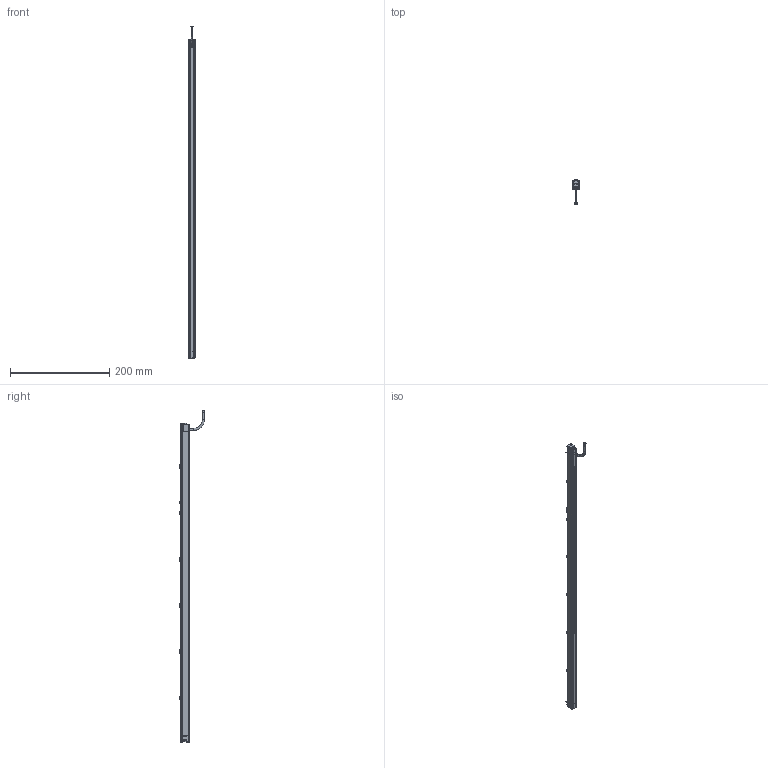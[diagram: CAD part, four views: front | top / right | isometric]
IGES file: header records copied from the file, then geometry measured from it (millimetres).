
Start section:  PTC IGES file: 216838.igs
Global section: file name: 216838.igs; native system: Creo Parametric by PTC Inc.; preprocessor: 2019292; author: PDMAdmin; organization: Unknown; date: 20200331.133219; units: millimetre
Bounding box: 13.47 x 50.08 x 668.13 mm (x, y, z)
Volume: 41600.7 mm3; surface area: 377313.7 mm2
Topology: 19 solids, 21 shells, 2878 faces, 16779 edges, 22607 vertices
Faces by surface type: bspline 1882, revolution 972, extrusion 24
